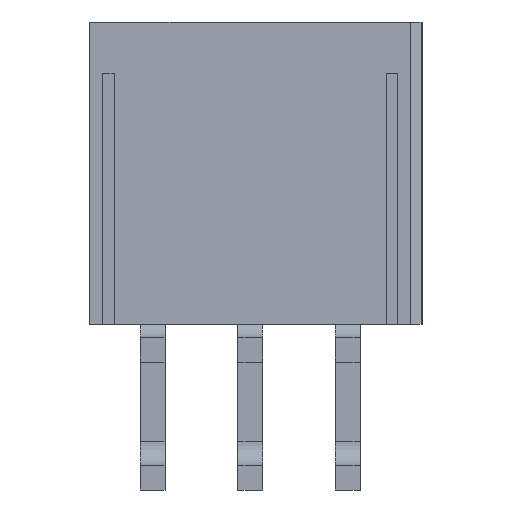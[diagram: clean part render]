
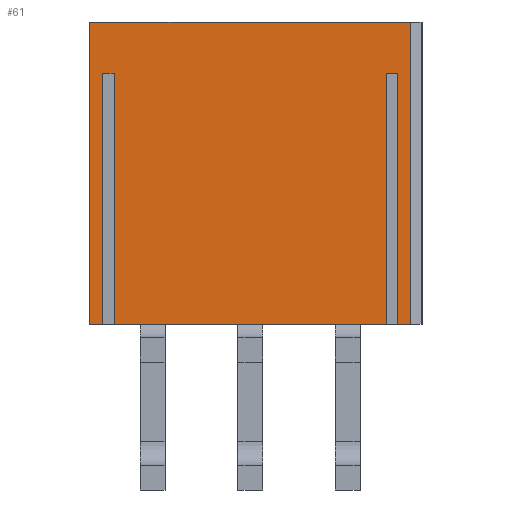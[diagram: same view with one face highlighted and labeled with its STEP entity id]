
A CAD part, front view. The second image highlights one B-rep face of the part: STEP entity #61.
In plain terms, the highlighted planar face has unit normal (0, -1, 0).
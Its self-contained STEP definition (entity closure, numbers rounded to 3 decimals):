
#61=ADVANCED_FACE('',(#227),#228,.T.);
#227=FACE_OUTER_BOUND('',#521,.T.);
#228=PLANE('',#522);
#521=EDGE_LOOP('',(#956,#957,#958,#959,#960,#961,#962,#963,#964,#965,#966,#967));
#522=AXIS2_PLACEMENT_3D('',#968,#969,#970);
#956=ORIENTED_EDGE('',*,*,#1993,.F.);
#957=ORIENTED_EDGE('',*,*,#1945,.T.);
#958=ORIENTED_EDGE('',*,*,#1935,.F.);
#959=ORIENTED_EDGE('',*,*,#1899,.F.);
#960=ORIENTED_EDGE('',*,*,#1992,.T.);
#961=ORIENTED_EDGE('',*,*,#1953,.T.);
#962=ORIENTED_EDGE('',*,*,#1994,.T.);
#963=ORIENTED_EDGE('',*,*,#1995,.F.);
#964=ORIENTED_EDGE('',*,*,#1996,.F.);
#965=ORIENTED_EDGE('',*,*,#1949,.T.);
#966=ORIENTED_EDGE('',*,*,#1997,.T.);
#967=ORIENTED_EDGE('',*,*,#1998,.F.);
#968=CARTESIAN_POINT('',(-6.9,-4.9,0.0));
#969=DIRECTION('',(0.0,-1.0,0.0));
#970=DIRECTION('',(0.0,0.0,-1.0));
#1899=EDGE_CURVE('',#2258,#2260,#2261,.T.);
#1935=EDGE_CURVE('',#2260,#2330,#2331,.T.);
#1945=EDGE_CURVE('',#2345,#2330,#2346,.T.);
#1949=EDGE_CURVE('',#2353,#2351,#2354,.T.);
#1953=EDGE_CURVE('',#2361,#2359,#2362,.T.);
#1992=EDGE_CURVE('',#2258,#2361,#2432,.T.);
#1993=EDGE_CURVE('',#2345,#2433,#2434,.T.);
#1994=EDGE_CURVE('',#2359,#2435,#2436,.T.);
#1995=EDGE_CURVE('',#2437,#2435,#2438,.T.);
#1996=EDGE_CURVE('',#2353,#2437,#2439,.T.);
#1997=EDGE_CURVE('',#2351,#2440,#2441,.T.);
#1998=EDGE_CURVE('',#2433,#2440,#2442,.T.);
#2258=VERTEX_POINT('',#2849);
#2260=VERTEX_POINT('',#2852);
#2261=LINE('',#2853,#2854);
#2330=VERTEX_POINT('',#2957);
#2331=LINE('',#2958,#2959);
#2345=VERTEX_POINT('',#2981);
#2346=LINE('',#2982,#2983);
#2351=VERTEX_POINT('',#2990);
#2353=VERTEX_POINT('',#2993);
#2354=LINE('',#2994,#2995);
#2359=VERTEX_POINT('',#3002);
#2361=VERTEX_POINT('',#3005);
#2362=LINE('',#3006,#3007);
#2432=LINE('',#3115,#3116);
#2433=VERTEX_POINT('',#3117);
#2434=LINE('',#3118,#3119);
#2435=VERTEX_POINT('',#3120);
#2436=LINE('',#3121,#3122);
#2437=VERTEX_POINT('',#3123);
#2438=LINE('',#3124,#3125);
#2439=LINE('',#3126,#3127);
#2440=VERTEX_POINT('',#3128);
#2441=LINE('',#3129,#3130);
#2442=LINE('',#3131,#3132);
#2849=CARTESIAN_POINT('',(-6.9,-4.9,0.0));
#2852=CARTESIAN_POINT('',(6.9,-4.9,0.0));
#2853=CARTESIAN_POINT('',(-6.9,-4.9,0.0));
#2854=VECTOR('',#3751,13.8);
#2957=CARTESIAN_POINT('',(6.9,-4.9,-13.0));
#2958=CARTESIAN_POINT('',(6.9,-4.9,0.0));
#2959=VECTOR('',#3789,13.0);
#2981=CARTESIAN_POINT('',(6.35,-4.9,-13.0));
#2982=CARTESIAN_POINT('',(6.35,-4.9,-13.0));
#2983=VECTOR('',#3801,0.55);
#2990=CARTESIAN_POINT('',(5.85,-4.9,-13.0));
#2993=CARTESIAN_POINT('',(-5.85,-4.9,-13.0));
#2994=CARTESIAN_POINT('',(-5.85,-4.9,-13.0));
#2995=VECTOR('',#3805,11.7);
#3002=CARTESIAN_POINT('',(-6.35,-4.9,-13.0));
#3005=CARTESIAN_POINT('',(-6.9,-4.9,-13.0));
#3006=CARTESIAN_POINT('',(-6.9,-4.9,-13.0));
#3007=VECTOR('',#3809,0.55);
#3115=CARTESIAN_POINT('',(-6.9,-4.9,0.0));
#3116=VECTOR('',#3848,13.0);
#3117=CARTESIAN_POINT('',(6.35,-4.9,-2.2));
#3118=CARTESIAN_POINT('',(6.35,-4.9,-13.0));
#3119=VECTOR('',#3849,10.8);
#3120=CARTESIAN_POINT('',(-6.35,-4.9,-2.2));
#3121=CARTESIAN_POINT('',(-6.35,-4.9,-13.0));
#3122=VECTOR('',#3850,10.8);
#3123=CARTESIAN_POINT('',(-5.85,-4.9,-2.2));
#3124=CARTESIAN_POINT('',(-5.85,-4.9,-2.2));
#3125=VECTOR('',#3851,0.5);
#3126=CARTESIAN_POINT('',(-5.85,-4.9,-13.0));
#3127=VECTOR('',#3852,10.8);
#3128=CARTESIAN_POINT('',(5.85,-4.9,-2.2));
#3129=CARTESIAN_POINT('',(5.85,-4.9,-13.0));
#3130=VECTOR('',#3853,10.8);
#3131=CARTESIAN_POINT('',(6.35,-4.9,-2.2));
#3132=VECTOR('',#3854,0.5);
#3751=DIRECTION('',(1.0,0.0,0.0));
#3789=DIRECTION('',(0.0,0.0,-1.0));
#3801=DIRECTION('',(1.0,0.0,0.0));
#3805=DIRECTION('',(1.0,0.0,0.0));
#3809=DIRECTION('',(1.0,0.0,0.0));
#3848=DIRECTION('',(0.0,0.0,-1.0));
#3849=DIRECTION('',(0.0,0.0,1.0));
#3850=DIRECTION('',(0.0,0.0,1.0));
#3851=DIRECTION('',(-1.0,0.0,0.0));
#3852=DIRECTION('',(0.0,0.0,1.0));
#3853=DIRECTION('',(0.0,0.0,1.0));
#3854=DIRECTION('',(-1.0,0.0,0.0));
